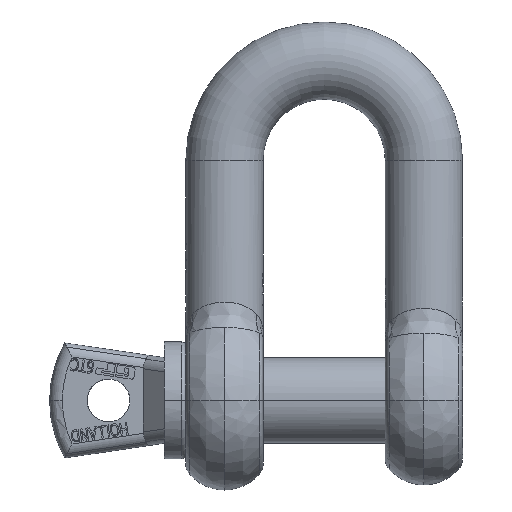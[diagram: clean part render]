
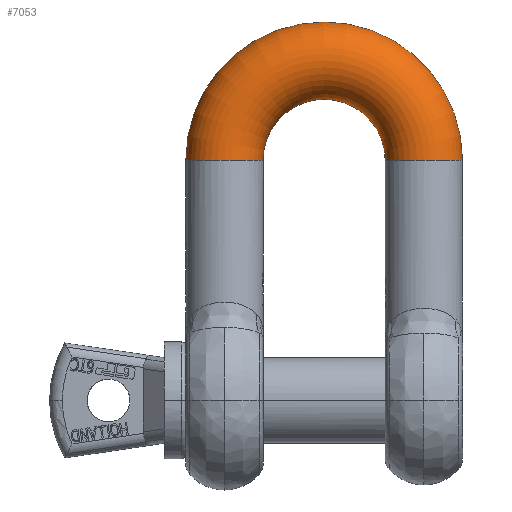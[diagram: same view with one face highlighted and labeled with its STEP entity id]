
A CAD part, top view. The second image highlights one B-rep face of the part: STEP entity #7053.
In plain terms, the highlighted toroidal (fillet/blend) face has major radius 49 mm and minor radius 19 mm.
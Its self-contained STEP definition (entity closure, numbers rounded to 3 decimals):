
#3685=AXIS2_PLACEMENT_3D('Circle Axis2P3D',#3683,#3684,$) ;
#5174=AXIS2_PLACEMENT_3D('Circle Axis2P3D',#5172,#5173,$) ;
#5188=AXIS2_PLACEMENT_3D('Circle Axis2P3D',#5186,#5187,$) ;
#7040=AXIS2_PLACEMENT_3D('Torus Axis2P3D',#7037,#7038,#7039) ;
#7044=AXIS2_PLACEMENT_3D('Circle Axis2P3D',#7042,#7043,$) ;
#2761=CARTESIAN_POINT('Vertex',(30.,118.,0.)) ;
#2768=CARTESIAN_POINT('Vertex',(68.,118.,0.)) ;
#3683=CARTESIAN_POINT('Axis2P3D Location',(49.,118.,0.)) ;
#5172=CARTESIAN_POINT('Axis2P3D Location',(0.,118.,0.)) ;
#5176=CARTESIAN_POINT('Vertex',(-30.,118.,0.)) ;
#5183=CARTESIAN_POINT('Vertex',(-68.,118.,0.)) ;
#5186=CARTESIAN_POINT('Axis2P3D Location',(0.,118.,0.)) ;
#7037=CARTESIAN_POINT('Axis2P3D Location',(0.,118.,0.)) ;
#7042=CARTESIAN_POINT('Axis2P3D Location',(-49.,118.,0.)) ;
#3684=DIRECTION('Axis2P3D Direction',(0.,-1.,0.)) ;
#5173=DIRECTION('Axis2P3D Direction',(0.,0.,-1.)) ;
#5187=DIRECTION('Axis2P3D Direction',(0.,0.,-1.)) ;
#7038=DIRECTION('Axis2P3D Direction',(0.,0.,-1.)) ;
#7039=DIRECTION('Axis2P3D XDirection',(-1.,0.,0.)) ;
#7043=DIRECTION('Axis2P3D Direction',(0.,-1.,0.)) ;
#7048=ORIENTED_EDGE('',*,*,#5190,.F.) ;
#7049=ORIENTED_EDGE('',*,*,#7046,.F.) ;
#7050=ORIENTED_EDGE('',*,*,#5178,.F.) ;
#7051=ORIENTED_EDGE('',*,*,#3687,.T.) ;
#7053=ADVANCED_FACE('',(#7052),#7041,.T.) ;
#3686=CIRCLE('generated circle',#3685,19.) ;
#5175=CIRCLE('generated circle',#5174,30.) ;
#5189=CIRCLE('generated circle',#5188,68.) ;
#7045=CIRCLE('generated circle',#7044,19.) ;
#7041=TOROIDAL_SURFACE('homeo Torus',#7040,49.,19.) ;
#3687=EDGE_CURVE('',#2762,#2769,#3686,.F.) ;
#5178=EDGE_CURVE('',#2762,#5177,#5175,.F.) ;
#5190=EDGE_CURVE('',#5184,#2769,#5189,.T.) ;
#7046=EDGE_CURVE('',#5177,#5184,#7045,.T.) ;
#7047=EDGE_LOOP('',(#7048,#7049,#7050,#7051)) ;
#7052=FACE_OUTER_BOUND('',#7047,.T.) ;
#2762=VERTEX_POINT('',#2761) ;
#2769=VERTEX_POINT('',#2768) ;
#5177=VERTEX_POINT('',#5176) ;
#5184=VERTEX_POINT('',#5183) ;
